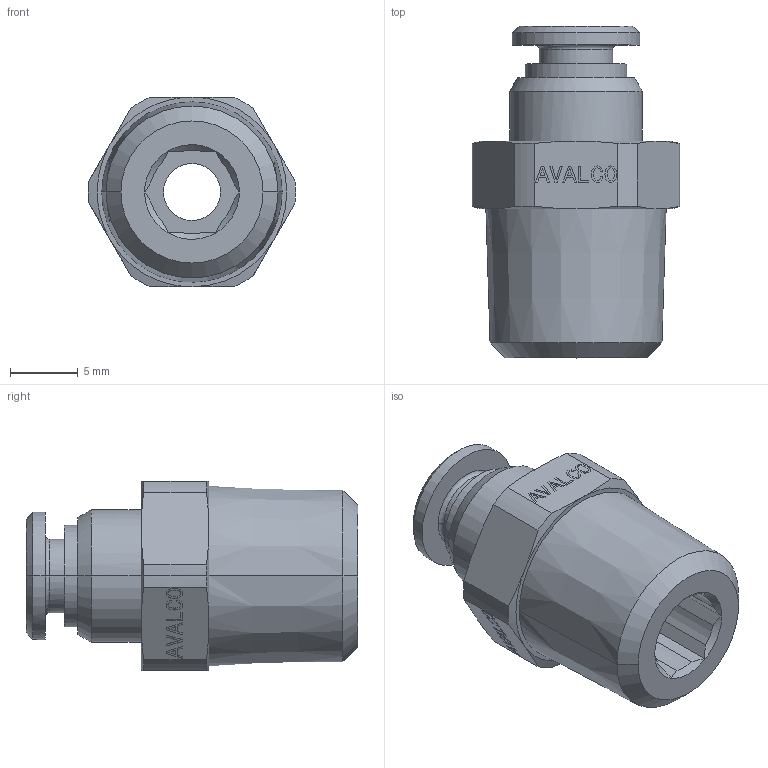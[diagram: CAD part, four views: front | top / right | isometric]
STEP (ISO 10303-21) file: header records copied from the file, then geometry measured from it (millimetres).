
FILE_DESCRIPTION(('CATIA V5 STEP Exchange'),'2;1');
FILE_NAME('PN510B-04R14.stp','2018-04-14T17:45:46+00:00',('none'),('none'),'CATIA Version 5 Release 21 GA (IN-10)','CATIA V5 STEP AP203','none');
FILE_SCHEMA(('CONFIG_CONTROL_DESIGN'));
Length unit declared in the file: millimetre
Products named in the file (1): PN510B-04R14
Bounding box: 15.3 x 24.5 x 14 mm (x, y, z)
Volume: 1997.7 mm3; surface area: 1835.4 mm2
Topology: 1 solids, 1 shells, 432 faces, 1159 edges, 762 vertices
Faces by surface type: plane 368, cylinder 30, cone 30, torus 4
Entity records: 13335 total; most frequent: CARTESIAN_POINT 2882, ORIENTED_EDGE 2318, DIRECTION 1816, EDGE_CURVE 1159, VECTOR 1007, LINE 1007, VERTEX_POINT 762, EDGE_LOOP 471
